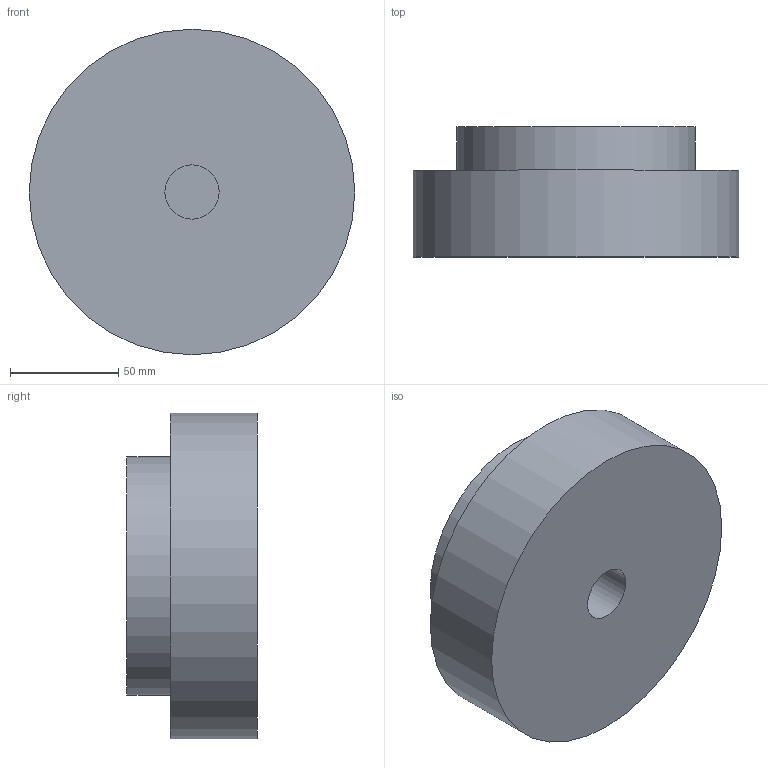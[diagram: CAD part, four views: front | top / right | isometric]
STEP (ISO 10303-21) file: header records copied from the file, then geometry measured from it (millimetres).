
FILE_DESCRIPTION(/* description */ (''),/* implementation_level */ '2;1');
FILE_NAME(/* name */ 'Base do meio v3.step',/* time_stamp */ '2022-08-22T13:55:48-03:00',/* author */ (''),/* organization */ (''),/* preprocessor_version */ 'ST-DEVELOPER v19',/* originating_system */ 'Autodesk Translation Framework v11.7.0.108',/* authorisation */ '');
FILE_SCHEMA (('AUTOMOTIVE_DESIGN { 1 0 10303 214 3 1 1 }'));
Length unit declared in the file: millimetre
Products named in the file (2): Base do meio; Component1
Assembly tree (1 placements, depth 2):
  Base do meio
    Component1
Bounding box: 150 x 60 x 150 mm (x, y, z)
Volume: 879056.9 mm3; surface area: 64088.5 mm2
Topology: 1 solids, 1 shells, 9 faces, 12 edges, 8 vertices
Faces by surface type: plane 5, cylinder 4
Full cylindrical faces by diameter (mm): 20 x1, 25 x1, 110 x1, 150 x1
Entity records: 247 total; most frequent: DIRECTION 44, CARTESIAN_POINT 32, ORIENTED_EDGE 24, AXIS2_PLACEMENT_3D 20, EDGE_LOOP 12, EDGE_CURVE 12, FACE_OUTER_BOUND 9, ADVANCED_FACE 9
